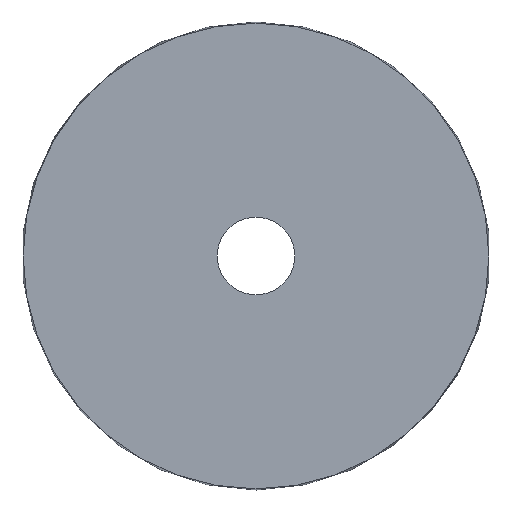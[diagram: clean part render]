
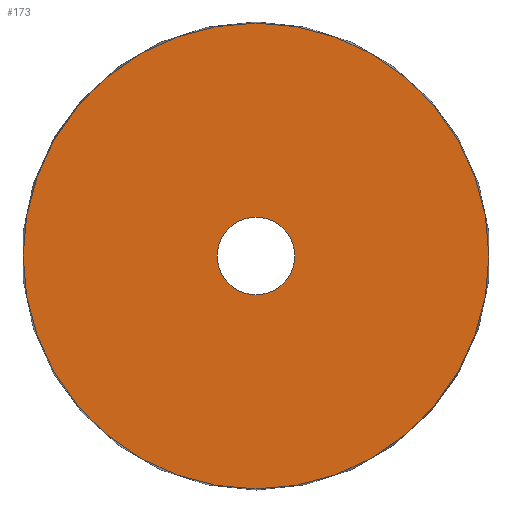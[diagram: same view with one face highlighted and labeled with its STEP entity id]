
A CAD part, front view. The second image highlights one B-rep face of the part: STEP entity #173.
In plain terms, the highlighted planar face has unit normal (0, -1, 0).
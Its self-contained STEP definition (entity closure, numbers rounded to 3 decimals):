
#1 = DIRECTION ( 'NONE',  ( 0., 0., 1. ) ) ;
#2 = DIRECTION ( 'NONE',  ( 0., 1., 0. ) ) ;
#3 = CARTESIAN_POINT ( 'NONE',  ( 3., -17., 0. ) ) ;
#4 = AXIS2_PLACEMENT_3D ( 'NONE', #3, #2, #1 ) ;
#5 = PLANE ( 'NONE',  #4 ) ;
#6 = FACE_BOUND ( 'NONE', #171, .T. ) ;
#7 = FACE_OUTER_BOUND ( 'NONE', #176, .T. ) ;
#19 = DIRECTION ( 'NONE',  ( 0., 0., 1. ) ) ;
#20 = DIRECTION ( 'NONE',  ( 0., 1., 0. ) ) ;
#21 = AXIS2_PLACEMENT_3D ( 'NONE', #27, #20, #19 ) ;
#22 = CIRCLE ( 'NONE', #21, 3. ) ;
#27 = CARTESIAN_POINT ( 'NONE',  ( 0., -17., 0. ) ) ;
#87 = CARTESIAN_POINT ( 'NONE',  ( 0., -17., 3. ) ) ;
#88 = CARTESIAN_POINT ( 'NONE',  ( 0., -17., -3. ) ) ;
#89 = DIRECTION ( 'NONE',  ( 0., 0., 1. ) ) ;
#90 = DIRECTION ( 'NONE',  ( 0., 1., 0. ) ) ;
#91 = CARTESIAN_POINT ( 'NONE',  ( 0., -17., 0. ) ) ;
#92 = AXIS2_PLACEMENT_3D ( 'NONE', #91, #90, #89 ) ;
#96 = CIRCLE ( 'NONE', #92, 3. ) ;
#118 = EDGE_CURVE ( 'NONE', #119, #120, #96, .T. ) ;
#119 = VERTEX_POINT ( 'NONE', #88 ) ;
#120 = VERTEX_POINT ( 'NONE', #87 ) ;
#160 = ORIENTED_EDGE ( 'NONE', *, *, #188, .F. ) ;
#161 = ORIENTED_EDGE ( 'NONE', *, *, #180, .F. ) ;
#162 = ORIENTED_EDGE ( 'NONE', *, *, #163, .T. ) ;
#163 = EDGE_CURVE ( 'NONE', #120, #119, #22, .T. ) ;
#164 = ORIENTED_EDGE ( 'NONE', *, *, #118, .T. ) ;
#171 = EDGE_LOOP ( 'NONE', ( #162, #164 ) ) ;
#173 = ADVANCED_FACE ( 'NONE', ( #7, #6 ), #5, .F. ) ;
#176 = EDGE_LOOP ( 'NONE', ( #160, #161 ) ) ;
#180 = EDGE_CURVE ( 'NONE', #197, #196, #326, .T. ) ;
#188 = EDGE_CURVE ( 'NONE', #196, #197, #309, .T. ) ;
#196 = VERTEX_POINT ( 'NONE', #288 ) ;
#197 = VERTEX_POINT ( 'NONE', #287 ) ;
#287 = CARTESIAN_POINT ( 'NONE',  ( 0., -17., -18. ) ) ;
#288 = CARTESIAN_POINT ( 'NONE',  ( 0., -17., 18. ) ) ;
#305 = DIRECTION ( 'NONE',  ( 0., 0., 1. ) ) ;
#306 = DIRECTION ( 'NONE',  ( 0., 1., 0. ) ) ;
#307 = CARTESIAN_POINT ( 'NONE',  ( 0., -17., 0. ) ) ;
#308 = AXIS2_PLACEMENT_3D ( 'NONE', #307, #306, #305 ) ;
#309 = CIRCLE ( 'NONE', #308, 18. ) ;
#322 = DIRECTION ( 'NONE',  ( 0., 0., 1. ) ) ;
#323 = DIRECTION ( 'NONE',  ( 0., 1., 0. ) ) ;
#324 = CARTESIAN_POINT ( 'NONE',  ( 0., -17., 0. ) ) ;
#325 = AXIS2_PLACEMENT_3D ( 'NONE', #324, #323, #322 ) ;
#326 = CIRCLE ( 'NONE', #325, 18. ) ;
